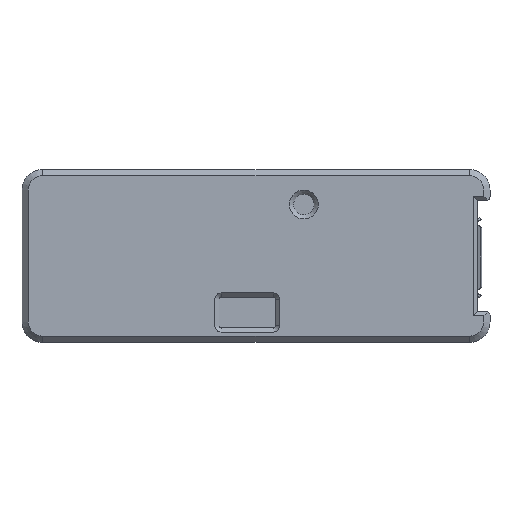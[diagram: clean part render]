
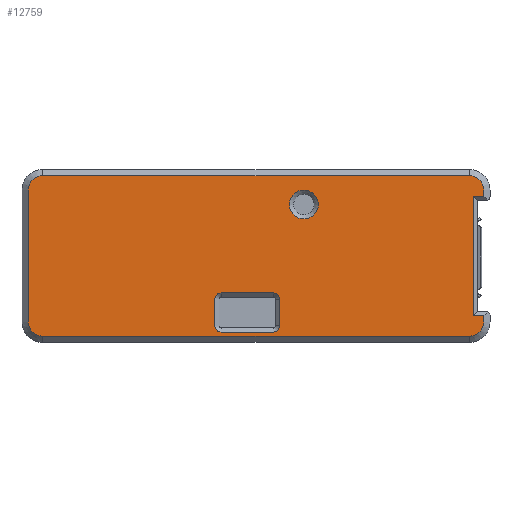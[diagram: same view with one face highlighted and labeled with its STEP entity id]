
A CAD part, top view. The second image highlights one B-rep face of the part: STEP entity #12759.
In plain terms, the highlighted planar face has unit normal (0, 0, 1).
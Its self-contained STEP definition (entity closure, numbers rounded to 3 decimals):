
#65=FACE_BOUND('',#1523,.T.);
#66=FACE_BOUND('',#1524,.T.);
#861=FACE_OUTER_BOUND('',#1522,.T.);
#1522=EDGE_LOOP('',(#10834,#10835,#10836,#10837,#10838,#10839,#10840,#10841,
#10842,#10843,#10844,#10845));
#1523=EDGE_LOOP('',(#10846,#10847,#10848,#10849,#10850,#10851,#10852,#10853));
#1524=EDGE_LOOP('',(#10854));
#1948=CIRCLE('',#13751,1.4);
#1950=CIRCLE('',#13754,1.4);
#1951=CIRCLE('',#13755,1.4);
#1952=CIRCLE('',#13756,1.4);
#1953=CIRCLE('',#13757,1.4);
#1954=CIRCLE('',#13758,0.6);
#1955=CIRCLE('',#13759,0.6);
#1956=CIRCLE('',#13760,0.6);
#1957=CIRCLE('',#13761,0.6);
#3205=LINE('',#21420,#4590);
#3206=LINE('',#21422,#4591);
#3207=LINE('',#21426,#4592);
#3208=LINE('',#21430,#4593);
#3209=LINE('',#21434,#4594);
#3210=LINE('',#21438,#4595);
#3211=LINE('',#21440,#4596);
#3212=LINE('',#21441,#4597);
#3213=LINE('',#21444,#4598);
#3214=LINE('',#21448,#4599);
#3215=LINE('',#21452,#4600);
#3216=LINE('',#21456,#4601);
#4590=VECTOR('',#16856,10.);
#4591=VECTOR('',#16857,10.);
#4592=VECTOR('',#16860,10.);
#4593=VECTOR('',#16863,10.);
#4594=VECTOR('',#16866,10.);
#4595=VECTOR('',#16869,10.);
#4596=VECTOR('',#16870,10.);
#4597=VECTOR('',#16871,10.);
#4598=VECTOR('',#16872,10.);
#4599=VECTOR('',#16875,10.);
#4600=VECTOR('',#16878,10.);
#4601=VECTOR('',#16881,10.);
#5781=VERTEX_POINT('',#21412);
#5783=VERTEX_POINT('',#21418);
#5784=VERTEX_POINT('',#21419);
#5785=VERTEX_POINT('',#21421);
#5786=VERTEX_POINT('',#21423);
#5787=VERTEX_POINT('',#21425);
#5788=VERTEX_POINT('',#21427);
#5789=VERTEX_POINT('',#21429);
#5790=VERTEX_POINT('',#21431);
#5791=VERTEX_POINT('',#21433);
#5792=VERTEX_POINT('',#21435);
#5793=VERTEX_POINT('',#21437);
#5794=VERTEX_POINT('',#21439);
#5795=VERTEX_POINT('',#21442);
#5796=VERTEX_POINT('',#21443);
#5797=VERTEX_POINT('',#21445);
#5798=VERTEX_POINT('',#21447);
#5799=VERTEX_POINT('',#21449);
#5800=VERTEX_POINT('',#21451);
#5801=VERTEX_POINT('',#21453);
#5802=VERTEX_POINT('',#21455);
#7485=EDGE_CURVE('',#5781,#5781,#1948,.T.);
#7488=EDGE_CURVE('',#5783,#5784,#3205,.T.);
#7489=EDGE_CURVE('',#5785,#5783,#3206,.T.);
#7490=EDGE_CURVE('',#5786,#5785,#1950,.T.);
#7491=EDGE_CURVE('',#5787,#5786,#3207,.T.);
#7492=EDGE_CURVE('',#5788,#5787,#1951,.T.);
#7493=EDGE_CURVE('',#5789,#5788,#3208,.T.);
#7494=EDGE_CURVE('',#5790,#5789,#1952,.T.);
#7495=EDGE_CURVE('',#5791,#5790,#3209,.T.);
#7496=EDGE_CURVE('',#5792,#5791,#1953,.T.);
#7497=EDGE_CURVE('',#5793,#5792,#3210,.T.);
#7498=EDGE_CURVE('',#5794,#5793,#3211,.T.);
#7499=EDGE_CURVE('',#5784,#5794,#3212,.T.);
#7500=EDGE_CURVE('',#5795,#5796,#3213,.T.);
#7501=EDGE_CURVE('',#5797,#5795,#1954,.T.);
#7502=EDGE_CURVE('',#5798,#5797,#3214,.T.);
#7503=EDGE_CURVE('',#5799,#5798,#1955,.T.);
#7504=EDGE_CURVE('',#5800,#5799,#3215,.T.);
#7505=EDGE_CURVE('',#5801,#5800,#1956,.T.);
#7506=EDGE_CURVE('',#5802,#5801,#3216,.T.);
#7507=EDGE_CURVE('',#5796,#5802,#1957,.T.);
#10834=ORIENTED_EDGE('',*,*,#7488,.F.);
#10835=ORIENTED_EDGE('',*,*,#7489,.F.);
#10836=ORIENTED_EDGE('',*,*,#7490,.F.);
#10837=ORIENTED_EDGE('',*,*,#7491,.F.);
#10838=ORIENTED_EDGE('',*,*,#7492,.F.);
#10839=ORIENTED_EDGE('',*,*,#7493,.F.);
#10840=ORIENTED_EDGE('',*,*,#7494,.F.);
#10841=ORIENTED_EDGE('',*,*,#7495,.F.);
#10842=ORIENTED_EDGE('',*,*,#7496,.F.);
#10843=ORIENTED_EDGE('',*,*,#7497,.F.);
#10844=ORIENTED_EDGE('',*,*,#7498,.F.);
#10845=ORIENTED_EDGE('',*,*,#7499,.F.);
#10846=ORIENTED_EDGE('',*,*,#7500,.F.);
#10847=ORIENTED_EDGE('',*,*,#7501,.F.);
#10848=ORIENTED_EDGE('',*,*,#7502,.F.);
#10849=ORIENTED_EDGE('',*,*,#7503,.F.);
#10850=ORIENTED_EDGE('',*,*,#7504,.F.);
#10851=ORIENTED_EDGE('',*,*,#7505,.F.);
#10852=ORIENTED_EDGE('',*,*,#7506,.F.);
#10853=ORIENTED_EDGE('',*,*,#7507,.F.);
#10854=ORIENTED_EDGE('',*,*,#7485,.F.);
#11579=PLANE('',#13753);
#12759=ADVANCED_FACE('',(#861,#65,#66),#11579,.T.);
#13751=AXIS2_PLACEMENT_3D('',#21413,#16849,#16850);
#13753=AXIS2_PLACEMENT_3D('',#21417,#16854,#16855);
#13754=AXIS2_PLACEMENT_3D('',#21424,#16858,#16859);
#13755=AXIS2_PLACEMENT_3D('',#21428,#16861,#16862);
#13756=AXIS2_PLACEMENT_3D('',#21432,#16864,#16865);
#13757=AXIS2_PLACEMENT_3D('',#21436,#16867,#16868);
#13758=AXIS2_PLACEMENT_3D('',#21446,#16873,#16874);
#13759=AXIS2_PLACEMENT_3D('',#21450,#16876,#16877);
#13760=AXIS2_PLACEMENT_3D('',#21454,#16879,#16880);
#13761=AXIS2_PLACEMENT_3D('',#21457,#16882,#16883);
#16849=DIRECTION('center_axis',(0.,0.,1.));
#16850=DIRECTION('ref_axis',(1.,0.,0.));
#16854=DIRECTION('center_axis',(0.,0.,1.));
#16855=DIRECTION('ref_axis',(1.,0.,0.));
#16856=DIRECTION('',(-1.,0.,0.));
#16857=DIRECTION('',(0.,-1.,0.));
#16858=DIRECTION('center_axis',(0.,0.,-1.));
#16859=DIRECTION('ref_axis',(0.707,0.707,0.));
#16860=DIRECTION('',(1.,0.,0.));
#16861=DIRECTION('center_axis',(0.,0.,-1.));
#16862=DIRECTION('ref_axis',(-0.707,0.707,0.));
#16863=DIRECTION('',(0.,1.,0.));
#16864=DIRECTION('center_axis',(0.,0.,-1.));
#16865=DIRECTION('ref_axis',(-0.707,-0.707,0.));
#16866=DIRECTION('',(-1.,0.,0.));
#16867=DIRECTION('center_axis',(0.,0.,-1.));
#16868=DIRECTION('ref_axis',(0.707,-0.707,0.));
#16869=DIRECTION('',(0.,-1.,0.));
#16870=DIRECTION('',(1.,0.,0.));
#16871=DIRECTION('',(0.,-1.,0.));
#16872=DIRECTION('',(0.,-1.,0.));
#16873=DIRECTION('center_axis',(0.,0.,1.));
#16874=DIRECTION('ref_axis',(-0.707,0.707,0.));
#16875=DIRECTION('',(-1.,0.,0.));
#16876=DIRECTION('center_axis',(0.,0.,1.));
#16877=DIRECTION('ref_axis',(0.707,0.707,0.));
#16878=DIRECTION('',(0.,1.,0.));
#16879=DIRECTION('center_axis',(0.,0.,1.));
#16880=DIRECTION('ref_axis',(0.707,-0.707,0.));
#16881=DIRECTION('',(1.,0.,0.));
#16882=DIRECTION('center_axis',(0.,0.,1.));
#16883=DIRECTION('ref_axis',(-0.707,-0.707,0.));
#21412=CARTESIAN_POINT('',(24.6,12.,5.35));
#21413=CARTESIAN_POINT('Origin',(26.,12.,5.35));
#21417=CARTESIAN_POINT('Origin',(21.35,7.,5.35));
#21418=CARTESIAN_POINT('',(43.5,12.8,5.35));
#21419=CARTESIAN_POINT('',(42.5,12.8,5.35));
#21420=CARTESIAN_POINT('',(32.725,12.8,5.35));
#21421=CARTESIAN_POINT('',(43.5,13.4,5.35));
#21422=CARTESIAN_POINT('',(43.5,11.2,5.35));
#21423=CARTESIAN_POINT('',(42.1,14.8,5.35));
#21424=CARTESIAN_POINT('Origin',(42.1,13.4,5.35));
#21425=CARTESIAN_POINT('',(0.6,14.8,5.35));
#21426=CARTESIAN_POINT('',(9.975,14.8,5.35));
#21427=CARTESIAN_POINT('',(-0.8,13.4,5.35));
#21428=CARTESIAN_POINT('Origin',(0.6,13.4,5.35));
#21429=CARTESIAN_POINT('',(-0.8,0.6,5.35));
#21430=CARTESIAN_POINT('',(-0.8,2.8,5.35));
#21431=CARTESIAN_POINT('',(0.6,-0.8,5.35));
#21432=CARTESIAN_POINT('Origin',(0.6,0.6,5.35));
#21433=CARTESIAN_POINT('',(42.1,-0.8,5.35));
#21434=CARTESIAN_POINT('',(32.725,-0.8,5.35));
#21435=CARTESIAN_POINT('',(43.5,0.6,5.35));
#21436=CARTESIAN_POINT('Origin',(42.1,0.6,5.35));
#21437=CARTESIAN_POINT('',(43.5,1.2,5.35));
#21438=CARTESIAN_POINT('',(43.5,4.3,5.35));
#21439=CARTESIAN_POINT('',(42.5,1.2,5.35));
#21440=CARTESIAN_POINT('',(32.125,1.2,5.35));
#21441=CARTESIAN_POINT('',(42.5,10.6,5.35));
#21442=CARTESIAN_POINT('',(17.35,2.8,5.35));
#21443=CARTESIAN_POINT('',(17.35,0.2,5.35));
#21444=CARTESIAN_POINT('',(17.35,3.5,5.35));
#21445=CARTESIAN_POINT('',(17.95,3.4,5.35));
#21446=CARTESIAN_POINT('Origin',(17.95,2.8,5.35));
#21447=CARTESIAN_POINT('',(23.05,3.4,5.35));
#21448=CARTESIAN_POINT('',(19.55,3.4,5.35));
#21449=CARTESIAN_POINT('',(23.65,2.8,5.35));
#21450=CARTESIAN_POINT('Origin',(23.05,2.8,5.35));
#21451=CARTESIAN_POINT('',(23.65,0.2,5.35));
#21452=CARTESIAN_POINT('',(23.65,5.,5.35));
#21453=CARTESIAN_POINT('',(23.05,-0.4,5.35));
#21454=CARTESIAN_POINT('Origin',(23.05,0.2,5.35));
#21455=CARTESIAN_POINT('',(17.95,-0.4,5.35));
#21456=CARTESIAN_POINT('',(22.3,-0.4,5.35));
#21457=CARTESIAN_POINT('Origin',(17.95,0.2,5.35));
